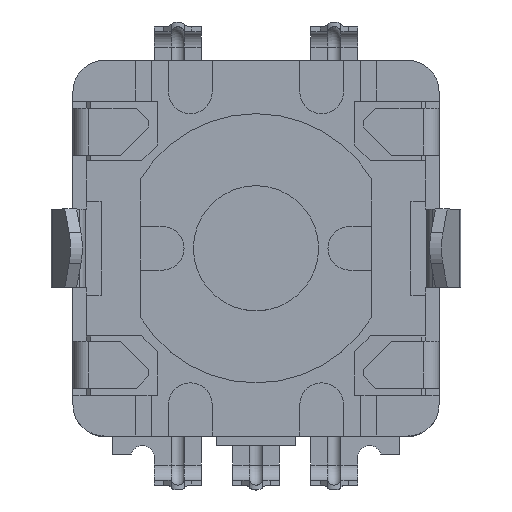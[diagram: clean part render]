
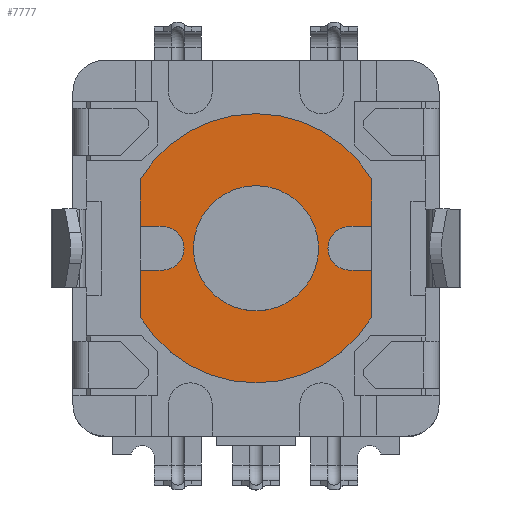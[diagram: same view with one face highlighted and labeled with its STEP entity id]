
A CAD part, top view. The second image highlights one B-rep face of the part: STEP entity #7777.
In plain terms, the highlighted planar face has unit normal (0, 0, 1).
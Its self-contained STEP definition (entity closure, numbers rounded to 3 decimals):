
#18=FACE_BOUND('',#1153,.T.);
#137=PLANE('',#8317);
#710=FACE_OUTER_BOUND('',#1152,.T.);
#1152=EDGE_LOOP('',(#6028,#6029,#6030,#6031,#6032,#6033,#6034,#6035,#6036,
#6037,#6038,#6039));
#1153=EDGE_LOOP('',(#6040));
#1800=LINE('',#11924,#2731);
#1805=LINE('',#11934,#2736);
#1807=LINE('',#11938,#2738);
#1810=LINE('',#11944,#2741);
#1811=LINE('',#11948,#2742);
#1812=LINE('',#11949,#2743);
#1813=LINE('',#11951,#2744);
#1814=LINE('',#11954,#2745);
#2731=VECTOR('',#9524,1000.);
#2736=VECTOR('',#9533,1000.);
#2738=VECTOR('',#9537,1000.);
#2741=VECTOR('',#9542,1000.);
#2742=VECTOR('',#9545,1000.);
#2743=VECTOR('',#9546,1000.);
#2744=VECTOR('',#9547,1000.);
#2745=VECTOR('',#9550,1000.);
#3326=CIRCLE('',#8109,0.7);
#3327=CIRCLE('',#8111,2.);
#3371=CIRCLE('',#8257,0.7);
#3385=CIRCLE('',#8318,4.3);
#3386=CIRCLE('',#8319,4.3);
#3523=VERTEX_POINT('',#11019);
#3524=VERTEX_POINT('',#11021);
#3525=VERTEX_POINT('',#11025);
#3759=VERTEX_POINT('',#11758);
#3760=VERTEX_POINT('',#11759);
#3799=VERTEX_POINT('',#11923);
#3802=VERTEX_POINT('',#11933);
#3803=VERTEX_POINT('',#11937);
#3805=VERTEX_POINT('',#11943);
#3806=VERTEX_POINT('',#11945);
#3807=VERTEX_POINT('',#11947);
#3808=VERTEX_POINT('',#11950);
#3809=VERTEX_POINT('',#11952);
#4217=EDGE_CURVE('',#3523,#3524,#3326,.T.);
#4219=EDGE_CURVE('',#3525,#3525,#3327,.T.);
#4540=EDGE_CURVE('',#3759,#3760,#3371,.T.);
#4622=EDGE_CURVE('',#3760,#3799,#1800,.T.);
#4627=EDGE_CURVE('',#3802,#3759,#1805,.T.);
#4629=EDGE_CURVE('',#3803,#3523,#1807,.T.);
#4632=EDGE_CURVE('',#3802,#3805,#1810,.T.);
#4633=EDGE_CURVE('',#3805,#3806,#3385,.T.);
#4634=EDGE_CURVE('',#3806,#3807,#1811,.T.);
#4635=EDGE_CURVE('',#3524,#3807,#1812,.T.);
#4636=EDGE_CURVE('',#3803,#3808,#1813,.T.);
#4637=EDGE_CURVE('',#3808,#3809,#3386,.T.);
#4638=EDGE_CURVE('',#3809,#3799,#1814,.T.);
#6028=ORIENTED_EDGE('',*,*,#4627,.F.);
#6029=ORIENTED_EDGE('',*,*,#4632,.T.);
#6030=ORIENTED_EDGE('',*,*,#4633,.T.);
#6031=ORIENTED_EDGE('',*,*,#4634,.T.);
#6032=ORIENTED_EDGE('',*,*,#4635,.F.);
#6033=ORIENTED_EDGE('',*,*,#4217,.F.);
#6034=ORIENTED_EDGE('',*,*,#4629,.F.);
#6035=ORIENTED_EDGE('',*,*,#4636,.T.);
#6036=ORIENTED_EDGE('',*,*,#4637,.T.);
#6037=ORIENTED_EDGE('',*,*,#4638,.T.);
#6038=ORIENTED_EDGE('',*,*,#4622,.F.);
#6039=ORIENTED_EDGE('',*,*,#4540,.F.);
#6040=ORIENTED_EDGE('',*,*,#4219,.T.);
#7777=ADVANCED_FACE('',(#710,#18),#137,.T.);
#8109=AXIS2_PLACEMENT_3D('',#11022,#8782,#8783);
#8111=AXIS2_PLACEMENT_3D('',#11026,#8787,#8788);
#8257=AXIS2_PLACEMENT_3D('',#11760,#9342,#9343);
#8317=AXIS2_PLACEMENT_3D('',#11942,#9540,#9541);
#8318=AXIS2_PLACEMENT_3D('',#11946,#9543,#9544);
#8319=AXIS2_PLACEMENT_3D('',#11953,#9548,#9549);
#8782=DIRECTION('center_axis',(0.,0.,
1.));
#8783=DIRECTION('ref_axis',(-1.,0.,0.));
#8787=DIRECTION('center_axis',(0.,0.,
-1.));
#8788=DIRECTION('ref_axis',(1.,0.,0.));
#9342=DIRECTION('center_axis',(0.,0.,
1.));
#9343=DIRECTION('ref_axis',(1.,0.,0.));
#9524=DIRECTION('',(1.,0.,0.));
#9533=DIRECTION('',(-1.,0.,0.));
#9537=DIRECTION('',(1.,0.,0.));
#9540=DIRECTION('center_axis',(0.,0.,
1.));
#9541=DIRECTION('ref_axis',(1.,0.,0.));
#9542=DIRECTION('',(0.,1.,0.));
#9543=DIRECTION('center_axis',(0.,0.,
1.));
#9544=DIRECTION('ref_axis',(1.,0.,0.));
#9545=DIRECTION('',(0.,-1.,0.));
#9546=DIRECTION('',(-1.,0.,0.));
#9547=DIRECTION('',(0.,-1.,0.));
#9548=DIRECTION('center_axis',(0.,0.,
1.));
#9549=DIRECTION('ref_axis',(1.,0.,0.));
#9550=DIRECTION('',(0.,1.,0.));
#11019=CARTESIAN_POINT('',(-6.,-1.7,3.45));
#11021=CARTESIAN_POINT('',(-6.,-0.3,3.45));
#11022=CARTESIAN_POINT('Origin',(-6.,-1.,3.45));
#11025=CARTESIAN_POINT('',(-1.,-1.,3.45));
#11026=CARTESIAN_POINT('Origin',(-3.,-1.,3.45));
#11758=CARTESIAN_POINT('',(0.,-0.3,3.45));
#11759=CARTESIAN_POINT('',(0.,-1.7,3.45));
#11760=CARTESIAN_POINT('Origin',(0.,-1.,3.45));
#11923=CARTESIAN_POINT('',(0.7,-1.7,3.45));
#11924=CARTESIAN_POINT('',(0.,-1.7,3.45));
#11933=CARTESIAN_POINT('',(0.7,-0.3,3.45));
#11934=CARTESIAN_POINT('',(0.,-0.3,3.45));
#11937=CARTESIAN_POINT('',(-6.7,-1.7,3.45));
#11938=CARTESIAN_POINT('',(-6.7,-1.7,3.45));
#11942=CARTESIAN_POINT('Origin',(-3.,-1.,3.45));
#11943=CARTESIAN_POINT('',(0.7,1.191,3.45));
#11944=CARTESIAN_POINT('',(0.7,-3.191,3.45));
#11945=CARTESIAN_POINT('',(-6.7,1.191,3.45));
#11946=CARTESIAN_POINT('Origin',(-3.,-1.,3.45));
#11947=CARTESIAN_POINT('',(-6.7,-0.3,3.45));
#11948=CARTESIAN_POINT('',(-6.7,1.191,3.45));
#11949=CARTESIAN_POINT('',(-6.7,-0.3,3.45));
#11950=CARTESIAN_POINT('',(-6.7,-3.191,3.45));
#11951=CARTESIAN_POINT('',(-6.7,1.191,3.45));
#11952=CARTESIAN_POINT('',(0.7,-3.191,3.45));
#11953=CARTESIAN_POINT('Origin',(-3.,-1.,3.45));
#11954=CARTESIAN_POINT('',(0.7,-3.191,3.45));
